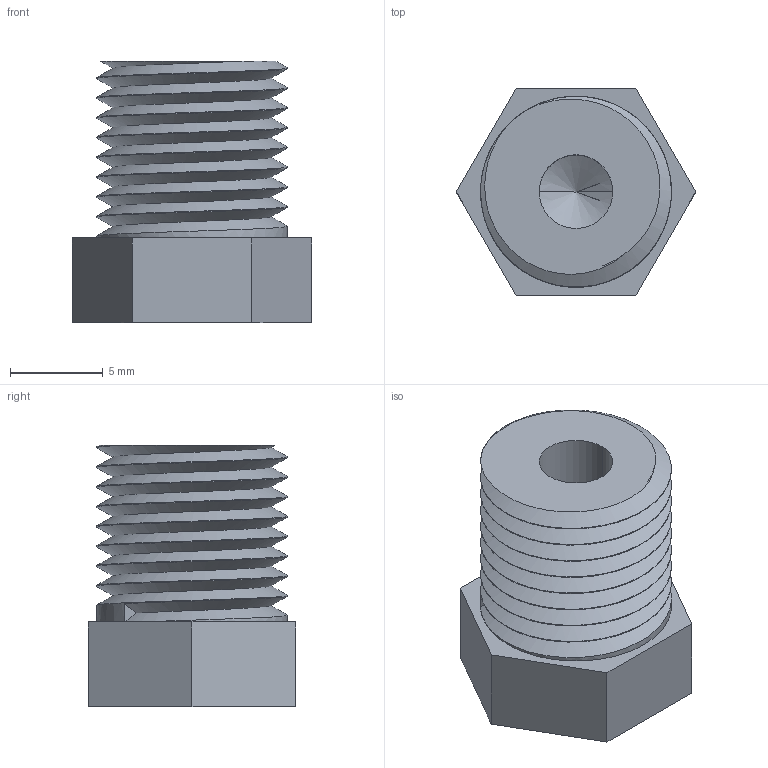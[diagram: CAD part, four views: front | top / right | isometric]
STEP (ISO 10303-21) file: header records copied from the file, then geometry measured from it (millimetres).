
FILE_DESCRIPTION (( 'STEP AP203' ), '1' );
FILE_NAME ('BFHHP-18N.step', '2016-02-15T20:05:20', ( '' ), ( '' ), 'SwSTEP 2.0', 'SolidWorks 2015', '' );
FILE_SCHEMA (( 'CONFIG_CONTROL_DESIGN' ));
Length unit declared in the file: inch
Products named in the file (1): BFHHP-18N
Bounding box: 12.9 x 11.18 x 14.1 mm (x, y, z)
Volume: 1031.1 mm3; surface area: 1056.3 mm2
Topology: 1 solids, 1 shells, 36 faces, 95 edges, 61 vertices
Faces by surface type: cylinder 21, plane 10, bspline 3, cone 2
Entity records: 2374 total; most frequent: CARTESIAN_POINT 1534, ORIENTED_EDGE 186, DIRECTION 130, EDGE_CURVE 93, VERTEX_POINT 61, LINE 44, VECTOR 44, AXIS2_PLACEMENT_3D 43
